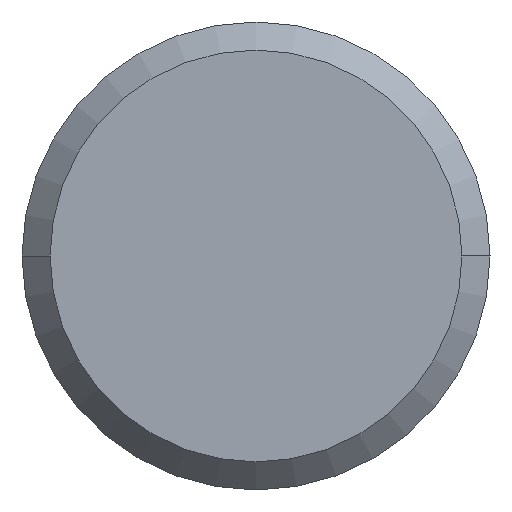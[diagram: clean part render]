
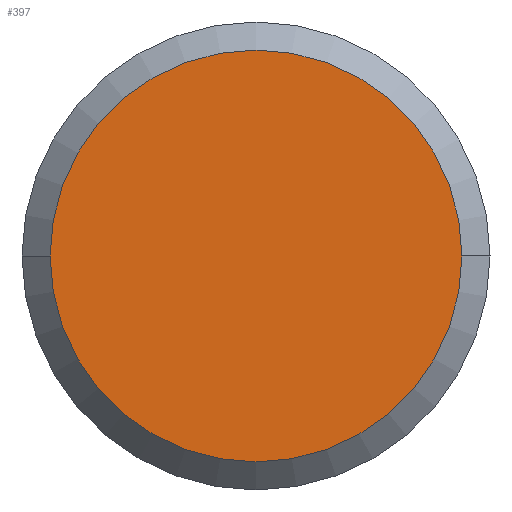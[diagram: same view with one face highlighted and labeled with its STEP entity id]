
A CAD part, left-side view. The second image highlights one B-rep face of the part: STEP entity #397.
In plain terms, the highlighted planar face has unit normal (-1, 0, 0).
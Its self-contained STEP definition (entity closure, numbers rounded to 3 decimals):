
#11 = CARTESIAN_POINT ( 'NONE',  ( 0., 0., 0. ) ) ;
#45 = ORIENTED_EDGE ( 'NONE', *, *, #84, .F. ) ;
#49 = DIRECTION ( 'NONE',  ( 1., 0., 0. ) ) ;
#84 = EDGE_CURVE ( 'NONE', #222, #228, #387, .T. ) ;
#90 = AXIS2_PLACEMENT_3D ( 'NONE', #234, #296, #173 ) ;
#119 = AXIS2_PLACEMENT_3D ( 'NONE', #11, #49, #367 ) ;
#134 = EDGE_LOOP ( 'NONE', ( #166, #45 ) ) ;
#142 = CARTESIAN_POINT ( 'NONE',  ( 0., -5.588, 0. ) ) ;
#162 = PLANE ( 'NONE',  #201 ) ;
#166 = ORIENTED_EDGE ( 'NONE', *, *, #182, .F. ) ;
#173 = DIRECTION ( 'NONE',  ( 0., 1., 0. ) ) ;
#182 = EDGE_CURVE ( 'NONE', #228, #222, #284, .T. ) ;
#201 = AXIS2_PLACEMENT_3D ( 'NONE', #390, #349, #281 ) ;
#222 = VERTEX_POINT ( 'NONE', #142 ) ;
#228 = VERTEX_POINT ( 'NONE', #302 ) ;
#234 = CARTESIAN_POINT ( 'NONE',  ( 0., 0., 0. ) ) ;
#281 = DIRECTION ( 'NONE',  ( 0., -1., 0. ) ) ;
#284 = CIRCLE ( 'NONE', #90, 5.588 ) ;
#296 = DIRECTION ( 'NONE',  ( 1., 0., 0. ) ) ;
#302 = CARTESIAN_POINT ( 'NONE',  ( 0., 5.588, 0. ) ) ;
#349 = DIRECTION ( 'NONE',  ( -1., 0., 0. ) ) ;
#367 = DIRECTION ( 'NONE',  ( 0., 1., 0. ) ) ;
#371 = FACE_OUTER_BOUND ( 'NONE', #134, .T. ) ;
#387 = CIRCLE ( 'NONE', #119, 5.588 ) ;
#390 = CARTESIAN_POINT ( 'NONE',  ( 0., 0., 0. ) ) ;
#397 = ADVANCED_FACE ( 'NONE', ( #371 ), #162, .T. ) ;
